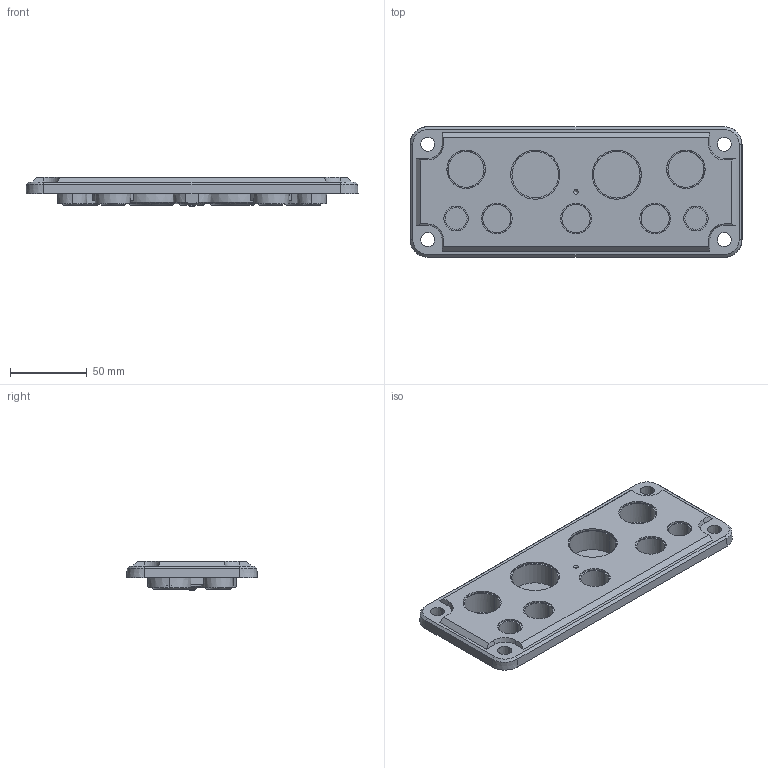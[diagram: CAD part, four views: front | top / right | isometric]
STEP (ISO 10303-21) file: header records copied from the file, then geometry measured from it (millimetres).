
FILE_DESCRIPTION (( 'STEP AP214' ), '1' );
FILE_NAME ('FIBOX MB10862.STEP', '2015-10-23T06:31:43', ( '' ), ( '' ), 'SwSTEP 2.0', 'SolidWorks 2014', '' );
FILE_SCHEMA (( 'AUTOMOTIVE_DESIGN' ));
Length unit declared in the file: millimetre
Products named in the file (1): FIBOX MB10862
Bounding box: 216 x 85 x 19 mm (x, y, z)
Volume: 95324.8 mm3; surface area: 69379.9 mm2
Topology: 1 solids, 1 shells, 295 faces, 808 edges, 554 vertices
Faces by surface type: plane 160, cone 115, cylinder 20
Entity records: 15011 total; most frequent: CARTESIAN_POINT 8099, ORIENTED_EDGE 1616, DIRECTION 1103, EDGE_CURVE 808, VERTEX_POINT 554, B_SPLINE_CURVE_WITH_KNOTS 393, AXIS2_PLACEMENT_3D 392, EDGE_LOOP 342
